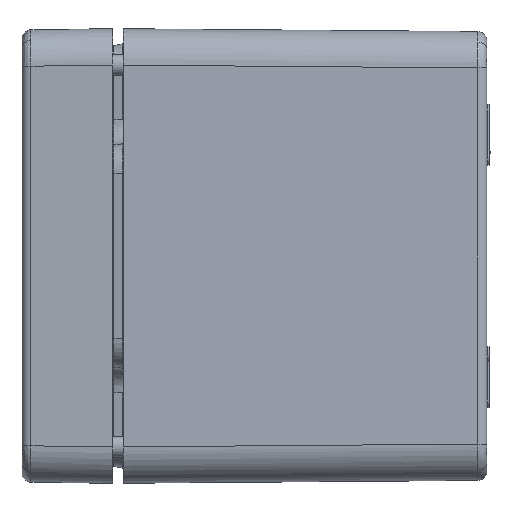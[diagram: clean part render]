
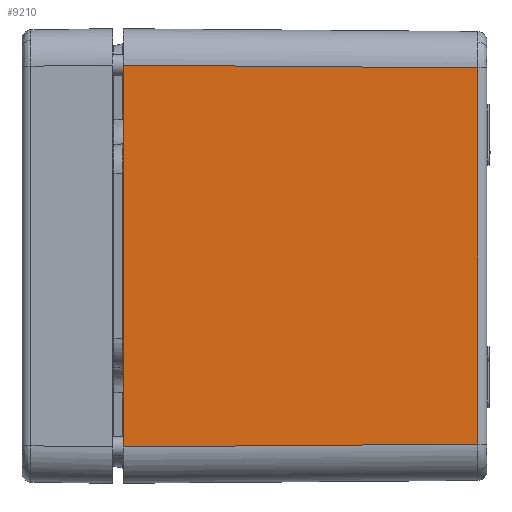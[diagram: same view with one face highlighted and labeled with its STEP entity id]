
A CAD part, left-side view. The second image highlights one B-rep face of the part: STEP entity #9210.
In plain terms, the highlighted planar face has unit normal (-1, -0.008, 0).
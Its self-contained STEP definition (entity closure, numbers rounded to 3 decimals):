
#720=LINE('',#18870,#1168);
#821=LINE('',#20405,#1269);
#822=LINE('',#20406,#1270);
#823=LINE('',#20407,#1271);
#1168=VECTOR('',#12362,1000.);
#1269=VECTOR('',#12627,1000.);
#1270=VECTOR('',#12628,1000.);
#1271=VECTOR('',#12629,1000.);
#1499=PLANE('',#10316);
#2105=FACE_OUTER_BOUND('',#2825,.T.);
#2825=EDGE_LOOP('',(#7582,#7583,#7584,#7585));
#4329=VERTEX_POINT('',#18517);
#4410=VERTEX_POINT('',#18868);
#4411=VERTEX_POINT('',#18869);
#4561=VERTEX_POINT('',#20404);
#5450=EDGE_CURVE('',#4410,#4411,#720,.T.);
#5651=EDGE_CURVE('',#4410,#4561,#821,.T.);
#5652=EDGE_CURVE('',#4561,#4329,#822,.T.);
#5653=EDGE_CURVE('',#4329,#4411,#823,.T.);
#7582=ORIENTED_EDGE('',*,*,#5651,.T.);
#7583=ORIENTED_EDGE('',*,*,#5652,.T.);
#7584=ORIENTED_EDGE('',*,*,#5653,.T.);
#7585=ORIENTED_EDGE('',*,*,#5450,.F.);
#9210=ADVANCED_FACE('',(#2105),#1499,.T.);
#10316=AXIS2_PLACEMENT_3D('',#20403,#12625,#12626);
#12362=DIRECTION('',(0.,0.,1.));
#12625=DIRECTION('center_axis',(-1.,-0.008,
0.));
#12626=DIRECTION('ref_axis',(0.008,-1.,0.));
#12627=DIRECTION('',(0.008,-1.,0.008));
#12628=DIRECTION('',(0.,0.,1.));
#12629=DIRECTION('',(-0.008,1.,0.008));
#18517=CARTESIAN_POINT('',(-54.527,-58.212,31.027));
#18868=CARTESIAN_POINT('',(-54.987,0.3,-31.487));
#18869=CARTESIAN_POINT('',(-54.987,0.3,31.487));
#18870=CARTESIAN_POINT('',(-54.987,0.3,-37.5));
#20403=CARTESIAN_POINT('Origin',(-55.,2.,-37.5));
#20404=CARTESIAN_POINT('',(-54.527,-58.212,-31.027));
#20405=CARTESIAN_POINT('',(-55.,2.047,-31.501));
#20406=CARTESIAN_POINT('',(-54.527,-58.212,31.016));
#20407=CARTESIAN_POINT('',(-54.996,1.458,31.496));
